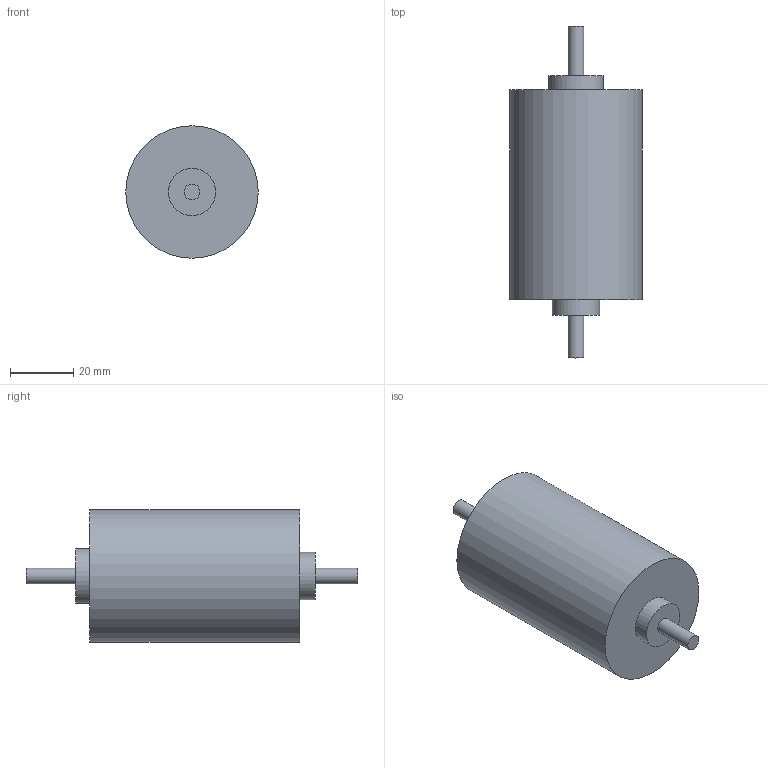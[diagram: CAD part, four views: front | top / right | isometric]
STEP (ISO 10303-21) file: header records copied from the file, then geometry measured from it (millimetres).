
FILE_DESCRIPTION(/* description */ (''),/* implementation_level */ '2;1');
FILE_NAME(/* name */ 'DC motor 775 simplified.step',/* time_stamp */ '2019-10-02T03:02:06+09:00',/* author */ (''),/* organization */ (''),/* preprocessor_version */ 'ST-DEVELOPER v18',/* originating_system */ 'Autodesk Translation Framework v8.6.0.1094',/* authorisation */ '');
FILE_SCHEMA (('AUTOMOTIVE_DESIGN { 1 0 10303 214 3 1 1 }'));
Length unit declared in the file: millimetre
Products named in the file (1): DC motor 775
Bounding box: 42 x 105.2 x 42 mm (x, y, z)
Volume: 94658.9 mm3; surface area: 12485.6 mm2
Topology: 1 solids, 1 shells, 11 faces, 15 edges, 10 vertices
Faces by surface type: plane 6, cylinder 5
Full cylindrical faces by diameter (mm): 5 x2, 15 x1, 17.4 x1, 42 x1
Entity records: 272 total; most frequent: DIRECTION 49, CARTESIAN_POINT 37, ORIENTED_EDGE 30, AXIS2_PLACEMENT_3D 22, EDGE_LOOP 15, EDGE_CURVE 15, FACE_OUTER_BOUND 11, ADVANCED_FACE 11
